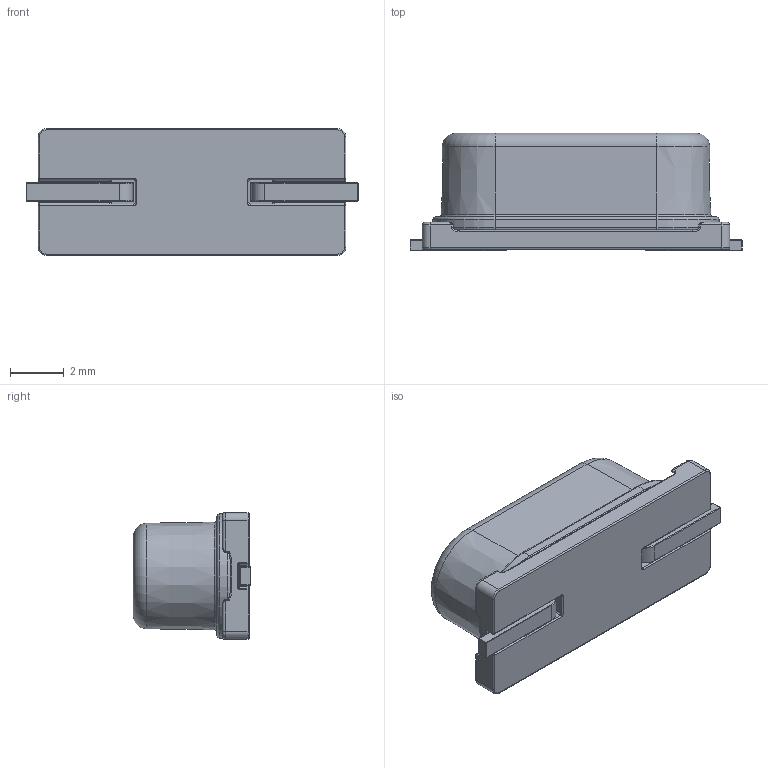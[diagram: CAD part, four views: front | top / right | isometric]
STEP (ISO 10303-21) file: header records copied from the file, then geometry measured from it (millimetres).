
FILE_DESCRIPTION (( 'STEP AP214' ), '1' );
FILE_NAME ('6C557B76-26CF-4F7E-BAB3-EE218D775EFC.STEP', '2025-07-05T08:41:15', ( '' ), ( '' ), 'SwSTEP 2.0', 'SolidWorks 2022', '' );
FILE_SCHEMA (( 'AUTOMOTIVE_DESIGN' ));
Length unit declared in the file: millimetre
Products named in the file (1): 6C557B76-26CF-4F7E-BAB3-EE218D775EFC
Bounding box: 12.3 x 4.35 x 4.7 mm (x, y, z)
Surface area: 243 mm2 (no closed solid volume)
Topology: 0 solids, 3 shells, 648 faces, 1561 edges, 799 vertices
Faces by surface type: cylinder 188, torus 161, bspline 126, sphere 115, plane 56, cone 2
Entity records: 23809 total; most frequent: CARTESIAN_POINT 7808, DIRECTION 3090, ORIENTED_EDGE 2824, EDGE_CURVE 1412, AXIS2_PLACEMENT_3D 1376, CIRCLE 865, VERTEX_POINT 796, EDGE_LOOP 654
